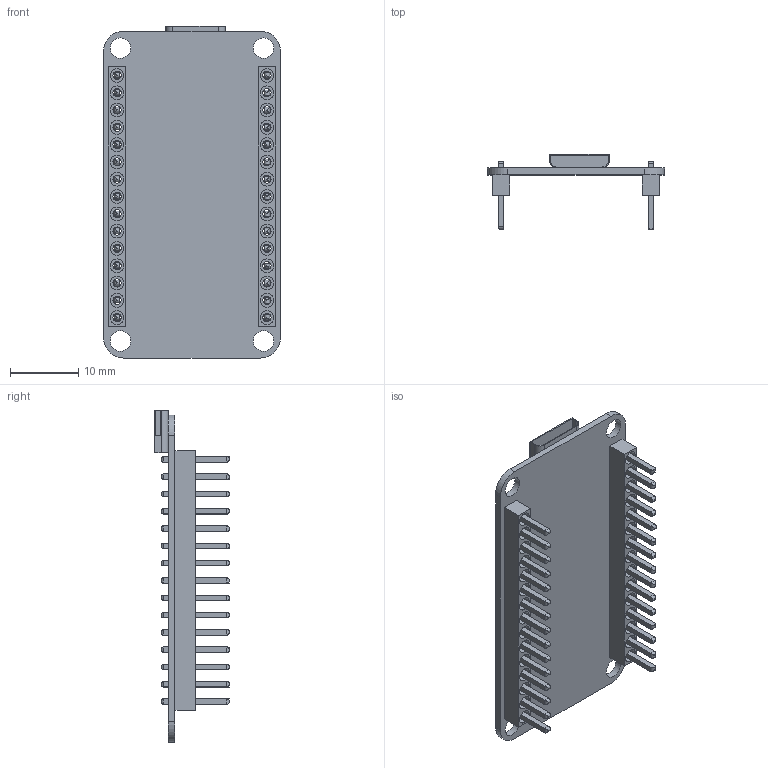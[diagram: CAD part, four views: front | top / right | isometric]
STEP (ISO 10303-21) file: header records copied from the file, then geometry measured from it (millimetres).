
FILE_DESCRIPTION(/* description */ (''),/* implementation_level */ '2;1');
FILE_NAME(/* name */ 'nodemcu v4.step',/* time_stamp */ '2020-06-14T03:30:59+01:00',/* author */ (''),/* organization */ (''),/* preprocessor_version */ 'ST-DEVELOPER v18.1',/* originating_system */ 'Autodesk Translation Framework v9.3.0.1241',/* authorisation */ '');
FILE_SCHEMA (('AUTOMOTIVE_DESIGN { 1 0 10303 214 3 1 1 }'));
Length unit declared in the file: millimetre
Products named in the file (3): NodeMCU; Pinheader; Pinheader (1)
Assembly tree (2 placements, depth 2):
  NodeMCU
    Pinheader
    Pinheader (1)
Bounding box: 26 x 11 x 48.75 mm (x, y, z)
Volume: 1708.6 mm3; surface area: 5102 mm2
Topology: 34 solids, 34 shells, 491 faces, 1026 edges, 634 vertices
Faces by surface type: cylinder 282, plane 209
Full cylindrical faces by diameter (mm): 1.2 x30, 2 x60, 3 x4
Entity records: 13372 total; most frequent: DIRECTION 2432, CARTESIAN_POINT 2156, ORIENTED_EDGE 2052, EDGE_CURVE 1026, AXIS2_PLACEMENT_3D 910, EDGE_LOOP 650, VERTEX_POINT 634, LINE 612
